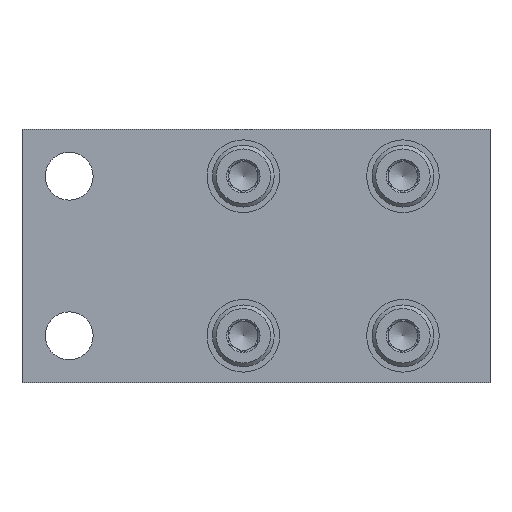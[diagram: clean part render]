
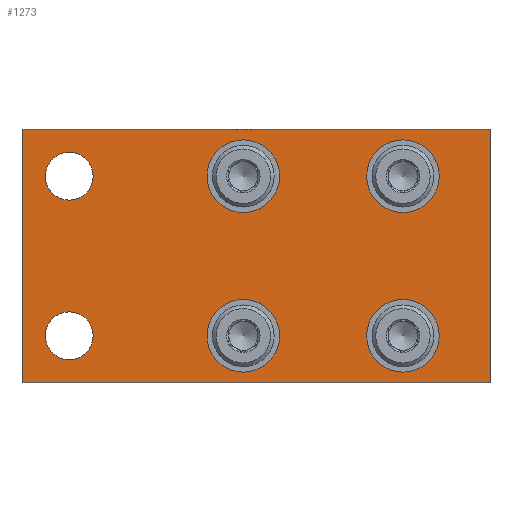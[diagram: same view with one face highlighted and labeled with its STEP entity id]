
A CAD part, front view. The second image highlights one B-rep face of the part: STEP entity #1273.
In plain terms, the highlighted face is planar.
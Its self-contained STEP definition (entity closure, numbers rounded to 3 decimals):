
#95=CIRCLE('',#1391,3.3);
#97=CIRCLE('',#1394,3.3);
#99=CIRCLE('',#1398,5.);
#100=CIRCLE('',#1399,5.);
#101=CIRCLE('',#1400,5.);
#102=CIRCLE('',#1401,5.);
#217=ORIENTED_EDGE('',*,*,#561,.T.);
#218=ORIENTED_EDGE('',*,*,#562,.T.);
#219=ORIENTED_EDGE('',*,*,#563,.T.);
#220=ORIENTED_EDGE('',*,*,#564,.T.);
#221=ORIENTED_EDGE('',*,*,#557,.F.);
#222=ORIENTED_EDGE('',*,*,#555,.F.);
#223=ORIENTED_EDGE('',*,*,#547,.T.);
#224=ORIENTED_EDGE('',*,*,#551,.T.);
#225=ORIENTED_EDGE('',*,*,#554,.T.);
#226=ORIENTED_EDGE('',*,*,#560,.T.);
#547=EDGE_CURVE('',#722,#721,#842,.T.);
#551=EDGE_CURVE('',#721,#724,#846,.T.);
#554=EDGE_CURVE('',#724,#726,#849,.T.);
#555=EDGE_CURVE('',#727,#727,#95,.T.);
#557=EDGE_CURVE('',#729,#729,#97,.T.);
#560=EDGE_CURVE('',#726,#722,#851,.T.);
#561=EDGE_CURVE('',#731,#731,#99,.T.);
#562=EDGE_CURVE('',#732,#732,#100,.T.);
#563=EDGE_CURVE('',#733,#733,#101,.T.);
#564=EDGE_CURVE('',#734,#734,#102,.T.);
#721=VERTEX_POINT('',#1952);
#722=VERTEX_POINT('',#1954);
#724=VERTEX_POINT('',#1960);
#726=VERTEX_POINT('',#1966);
#727=VERTEX_POINT('',#1970);
#729=VERTEX_POINT('',#1975);
#731=VERTEX_POINT('',#1983);
#732=VERTEX_POINT('',#1985);
#733=VERTEX_POINT('',#1987);
#734=VERTEX_POINT('',#1989);
#842=LINE('',#1953,#916);
#846=LINE('',#1961,#920);
#849=LINE('',#1967,#923);
#851=LINE('',#1980,#925);
#916=VECTOR('',#1554,1000.);
#920=VECTOR('',#1560,1000.);
#923=VECTOR('',#1565,1000.);
#925=VECTOR('',#1581,1000.);
#996=EDGE_LOOP('',(#217));
#997=EDGE_LOOP('',(#218));
#998=EDGE_LOOP('',(#219));
#999=EDGE_LOOP('',(#220));
#1000=EDGE_LOOP('',(#221));
#1001=EDGE_LOOP('',(#222));
#1002=EDGE_LOOP('',(#223,#224,#225,#226));
#1116=FACE_BOUND('',#996,.T.);
#1117=FACE_BOUND('',#997,.T.);
#1118=FACE_BOUND('',#998,.T.);
#1119=FACE_BOUND('',#999,.T.);
#1120=FACE_BOUND('',#1000,.T.);
#1121=FACE_BOUND('',#1001,.T.);
#1122=FACE_BOUND('',#1002,.T.);
#1233=PLANE('',#1397);
#1273=ADVANCED_FACE('',(#1116,#1117,#1118,#1119,#1120,#1121,#1122),#1233,
 .T.);
#1391=AXIS2_PLACEMENT_3D('',#1969,#1568,#1569);
#1394=AXIS2_PLACEMENT_3D('',#1974,#1574,#1575);
#1397=AXIS2_PLACEMENT_3D('',#1981,#1582,#1583);
#1398=AXIS2_PLACEMENT_3D('',#1982,#1584,#1585);
#1399=AXIS2_PLACEMENT_3D('',#1984,#1586,#1587);
#1400=AXIS2_PLACEMENT_3D('',#1986,#1588,#1589);
#1401=AXIS2_PLACEMENT_3D('',#1988,#1590,#1591);
#1554=DIRECTION('',(-1.,0.,0.));
#1560=DIRECTION('',(0.,0.,1.));
#1565=DIRECTION('',(1.,0.,0.));
#1568=DIRECTION('',(0.,1.,0.));
#1569=DIRECTION('',(1.,0.,0.));
#1574=DIRECTION('',(0.,1.,0.));
#1575=DIRECTION('',(1.,0.,0.));
#1581=DIRECTION('',(0.,0.,-1.));
#1582=DIRECTION('',(0.,1.,0.));
#1583=DIRECTION('',(0.,0.,1.));
#1584=DIRECTION('',(0.,-1.,0.));
#1585=DIRECTION('',(0.,0.,-1.));
#1586=DIRECTION('',(0.,-1.,0.));
#1587=DIRECTION('',(0.,0.,-1.));
#1588=DIRECTION('',(0.,-1.,0.));
#1589=DIRECTION('',(0.,0.,-1.));
#1590=DIRECTION('',(0.,-1.,0.));
#1591=DIRECTION('',(0.,0.,-1.));
#1952=CARTESIAN_POINT('',(0.,10.,-17.5));
#1953=CARTESIAN_POINT('',(64.5,10.,-17.5));
#1954=CARTESIAN_POINT('',(64.5,10.,-17.5));
#1960=CARTESIAN_POINT('',(0.,10.,17.5));
#1961=CARTESIAN_POINT('',(0.,10.,-17.5));
#1966=CARTESIAN_POINT('',(64.5,10.,17.5));
#1967=CARTESIAN_POINT('',(0.,10.,17.5));
#1969=CARTESIAN_POINT('',(6.5,10.,-11.));
#1970=CARTESIAN_POINT('',(9.8,10.,-11.));
#1974=CARTESIAN_POINT('',(6.5,10.,11.));
#1975=CARTESIAN_POINT('',(9.8,10.,11.));
#1980=CARTESIAN_POINT('',(64.5,10.,17.5));
#1981=CARTESIAN_POINT('',(0.,10.,0.));
#1982=CARTESIAN_POINT('',(30.5,10.,11.));
#1983=CARTESIAN_POINT('',(30.5,10.,6.));
#1984=CARTESIAN_POINT('',(52.5,10.,-11.));
#1985=CARTESIAN_POINT('',(52.5,10.,-16.));
#1986=CARTESIAN_POINT('',(52.5,10.,11.));
#1987=CARTESIAN_POINT('',(52.5,10.,6.));
#1988=CARTESIAN_POINT('',(30.5,10.,-11.));
#1989=CARTESIAN_POINT('',(30.5,10.,-16.));
